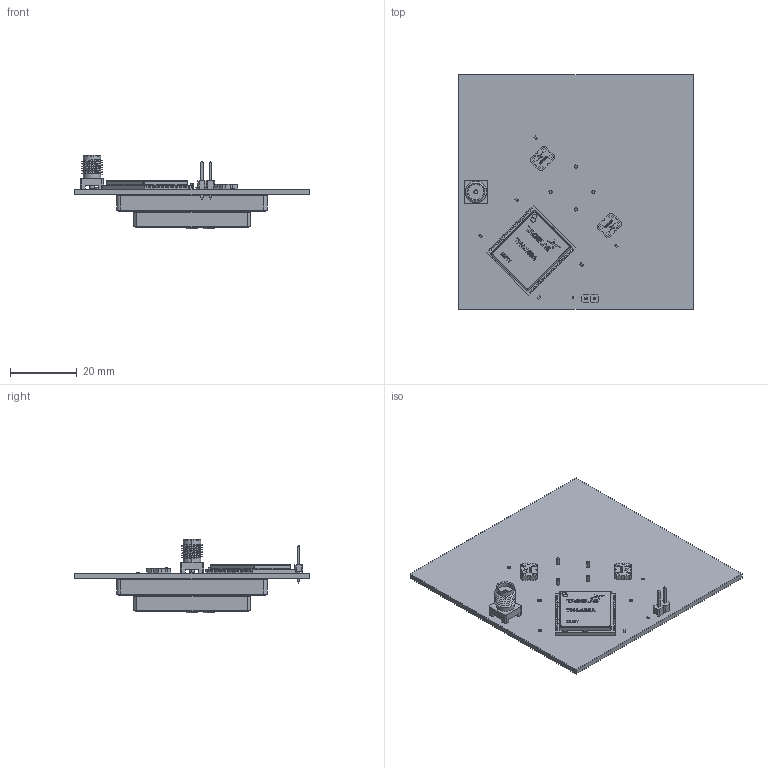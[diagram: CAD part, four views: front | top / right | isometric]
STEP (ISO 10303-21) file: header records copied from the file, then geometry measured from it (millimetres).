
FILE_DESCRIPTION(('Open CASCADE Model'),'2;1');
FILE_NAME('Open CASCADE Shape Model','2025-01-17T12:53:48',('Author'),( 'Open CASCADE'),'Open CASCADE STEP processor 6.8','Open CASCADE 6.8' ,'Unknown');
FILE_SCHEMA(('AUTOMOTIVE_DESIGN { 1 0 10303 214 1 1 1 1 }'));
Length unit declared in the file: millimetre
Products named in the file (26): PCB; Board; Open CASCADE STEP translator 6.8 1.1.1; ANT1; HP24510A; X2; HC125A(HC1400P03S); X1; C7; GRM0402; J2; PREC002SAAN-RC; 1_row_end_bumps_format; D1; PESD2V5Y1BSFYL; R5; RC_L; U1; TFM.100A; R4; R3; R2; ERJ-2RK_0402; R1; J1; pcb.smafstj.b.ht_RGB3649492
Assembly tree (30 placements, depth 4):
  PCB
    Board
      Open CASCADE STEP translator 6.8 1.1.1
    ANT1
      HP24510A
    X2
      HC125A(HC1400P03S)
    X1
      HC125A(HC1400P03S)
    C7
      GRM0402
    J2
      PREC002SAAN-RC
        1_row_end_bumps_format  x2
    D1
      PESD2V5Y1BSFYL
    R5
      RC_L
    U1
      TFM.100A
    R4
      RC_L
    R3
      RC_L
    R2
      ERJ-2RK_0402
    R1
      ERJ-2RK_0402
    J1
      pcb.smafstj.b.ht_RGB3649492
Bounding box: 70.4 x 70.4 x 22.12 mm (x, y, z)
Volume: 24942.7 mm3; surface area: 18868.8 mm2
Topology: 41 solids, 41 shells, 2008 faces, 5301 edges, 3493 vertices
Faces by surface type: plane 1467, bspline 363, cylinder 152, cone 10, torus 8, sphere 8
Full cylindrical faces by diameter (mm): 1 x6, 1.275 x1, 1.5 x1
Entity records: 73562 total; most frequent: CARTESIAN_POINT 23384, ORIENTED_EDGE 8936, DIRECTION 6870, EDGE_CURVE 4468, LINE 3498, VECTOR 3498, VERTEX_POINT 2947, FACE_BOUND 1821
